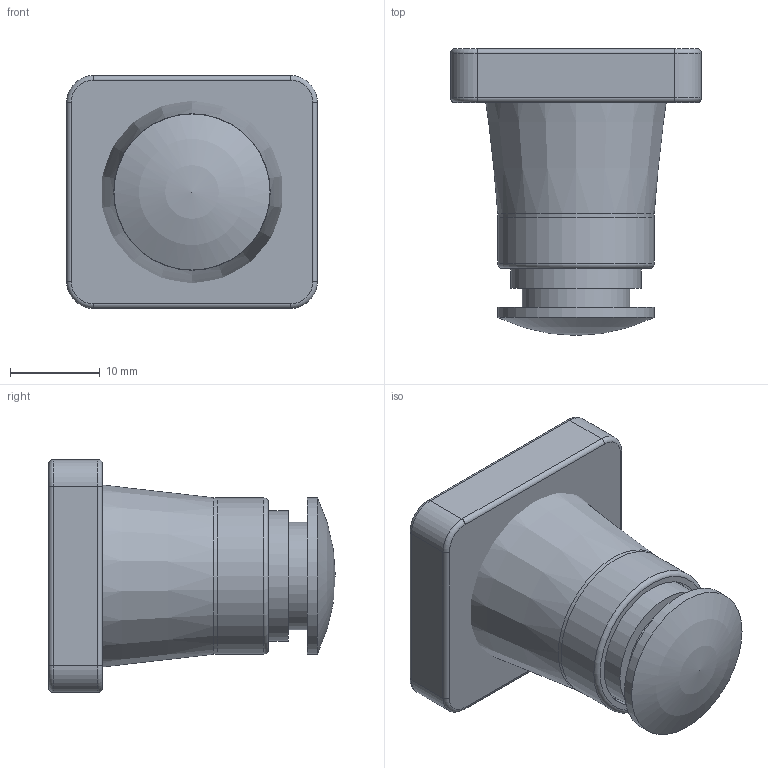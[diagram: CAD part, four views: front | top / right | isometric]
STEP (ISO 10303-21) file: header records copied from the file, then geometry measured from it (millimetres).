
FILE_DESCRIPTION(('FreeCAD Model'),'2;1');
FILE_NAME('Open CASCADE Shape Model','2023-11-24T10:11:48',(''),(''), 'Open CASCADE STEP processor 7.6','FreeCAD','Unknown');
FILE_SCHEMA(('AUTOMOTIVE_DESIGN { 1 0 10303 214 1 1 1 1 }'));
Length unit declared in the file: millimetre
Products named in the file (1): foxeer_001
Bounding box: 28 x 32 x 26 mm (x, y, z)
Volume: 11300 mm3; surface area: 4877.7 mm2
Topology: 3 solids, 3 shells, 43 faces, 82 edges, 48 vertices
Faces by surface type: cylinder 18, plane 13, torus 9, sphere 1, revolution 1, cone 1
Full cylindrical faces by diameter (mm): 3.095 x1, 12 x1, 14.588 x1, 15.099 x1, 17.418 x1, 17.436 x1
Entity records: 2509 total; most frequent: CARTESIAN_POINT 408, DIRECTION 370, LINE 174, VECTOR 174, ORIENTED_EDGE 162, PCURVE 162, DEFINITIONAL_REPRESENTATION 162, AXIS2_PLACEMENT_3D 94
